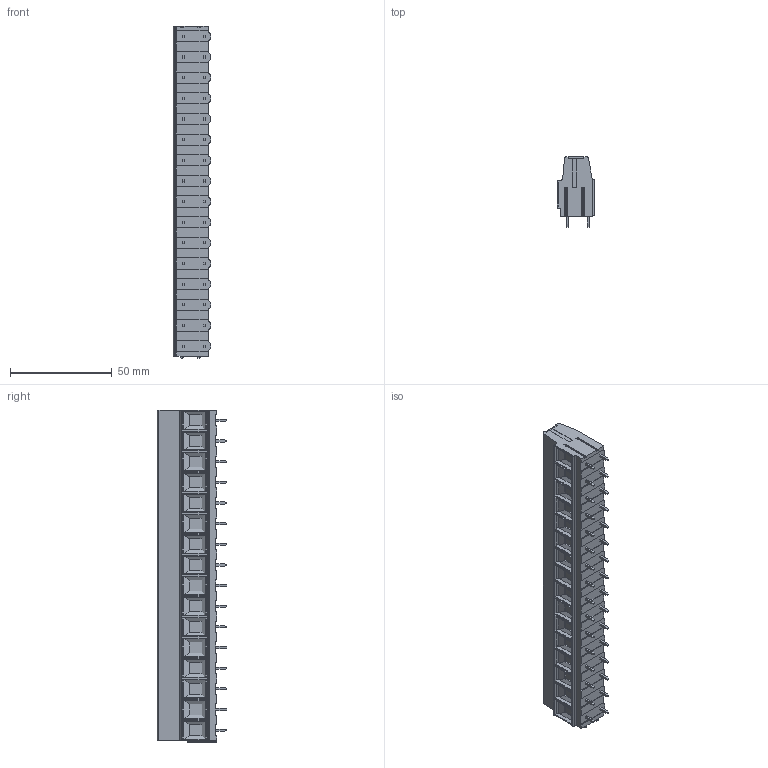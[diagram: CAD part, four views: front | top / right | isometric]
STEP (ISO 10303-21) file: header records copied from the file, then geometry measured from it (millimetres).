
FILE_DESCRIPTION((''),'2;1');
FILE_NAME('TL802','2024-12-06T',('yanfa'),(''),'PRO/ENGINEER BY PARAMETRIC TECHNOLOGY CORPORATION, 2009280','PRO/ENGINEER BY PARAMETRIC TECHNOLOGY CORPORATION, 2009280','');
FILE_SCHEMA(('AUTOMOTIVE_DESIGN_CC2 { 1 2 10303 214 -1 1 5 2 }'));
Length unit declared in the file: millimetre
Products named in the file (1): TL802
Bounding box: 18.4 x 34.3 x 163.31 mm (x, y, z)
Volume: 65520 mm3; surface area: 21833.6 mm2
Topology: 1 solids, 1 shells, 1392 faces, 3613 edges, 2334 vertices
Faces by surface type: plane 926, cylinder 370, cone 64, torus 32
Entity records: 42515 total; most frequent: CARTESIAN_POINT 8012, ORIENTED_EDGE 7226, DIRECTION 7009, EDGE_CURVE 3613, VECTOR 2681, LINE 2681, VERTEX_POINT 2334, AXIS2_PLACEMENT_3D 2164
